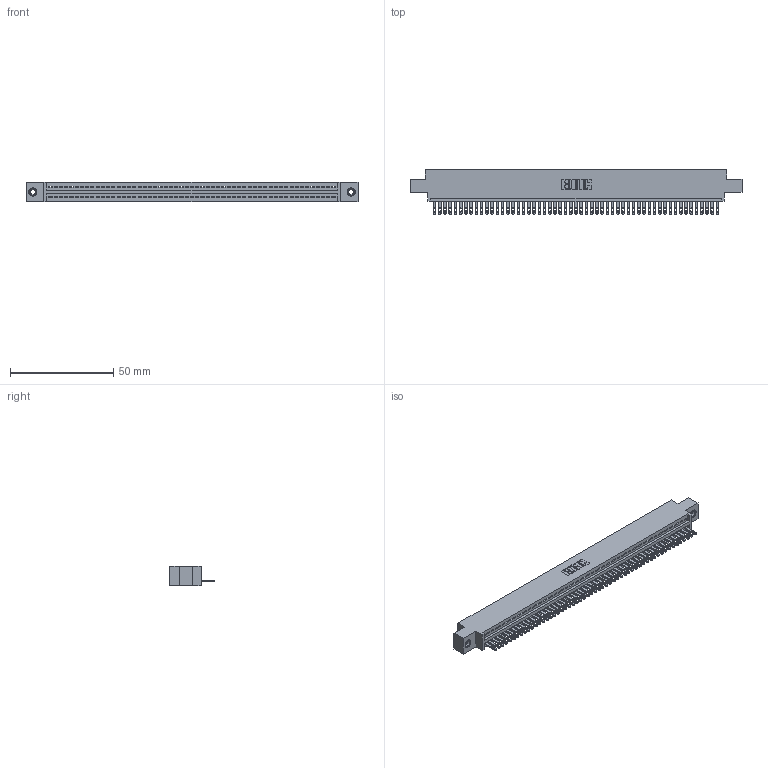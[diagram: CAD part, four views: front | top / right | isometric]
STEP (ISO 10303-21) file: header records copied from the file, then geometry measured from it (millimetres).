
FILE_DESCRIPTION (( 'STEP AP203' ), '1' );
FILE_NAME ('345-055-500-608.STEP', '2018-09-24T02:32:56', ( '' ), ( '' ), 'SwSTEP 2.0', 'SolidWorks 2016', '' );
FILE_SCHEMA (( 'CONFIG_CONTROL_DESIGN' ));
Length unit declared in the file: inch
Products named in the file (4): 345 Part_0.170 Offset - 0.156 Dia-TI; 345-292-001_345-293-100; 345-250-001_345-250-003-102; 345-055-500-608
Assembly tree (58 placements, depth 2):
  345-055-500-608
    345 Part_0.170 Offset - 0.156 Dia-TI
    345-292-001_345-293-100  x55
    345-250-001_345-250-003-102  x2
Bounding box: 160.91 x 21.51 x 9.4 mm (x, y, z)
Volume: 15303.9 mm3; surface area: 20783.4 mm2
Topology: 58 solids, 58 shells, 3160 faces, 9729 edges, 6478 vertices
Faces by surface type: plane 1986, cylinder 1158, cone 12, torus 4
Entity records: 40892 total; most frequent: CARTESIAN_POINT 7064, ORIENTED_EDGE 7046, DIRECTION 6179, EDGE_CURVE 3523, LINE 3147, VECTOR 3147, VERTEX_POINT 2344, AXIS2_PLACEMENT_3D 1516
